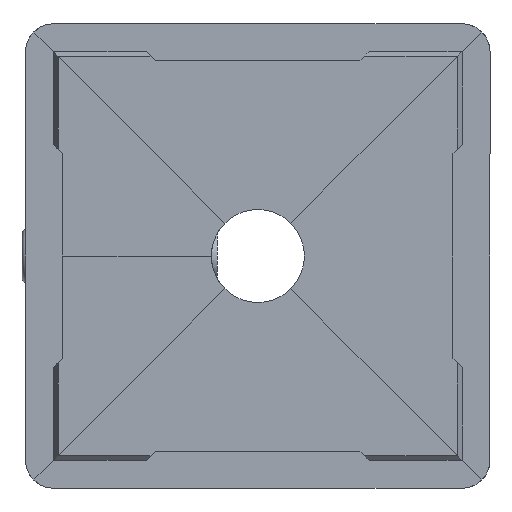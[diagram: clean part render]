
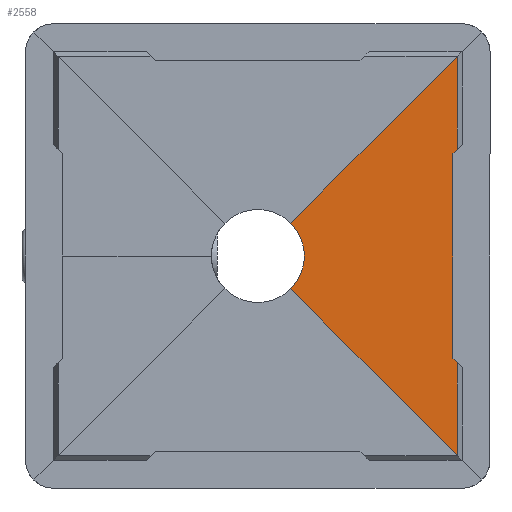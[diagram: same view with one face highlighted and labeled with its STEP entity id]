
A CAD part, front view. The second image highlights one B-rep face of the part: STEP entity #2558.
In plain terms, the highlighted planar face has unit normal (0, -1, 0).
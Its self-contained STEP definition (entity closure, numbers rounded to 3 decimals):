
#38 = AXIS2_PLACEMENT_3D ( 'NONE', #2546, #1807, #3267 ) ;
#245 = EDGE_CURVE ( 'NONE', #289, #1173, #4135, .T. ) ;
#289 = VERTEX_POINT ( 'NONE', #1739 ) ;
#437 = DIRECTION ( 'NONE',  ( -0.707, 0., -0.707 ) ) ;
#517 = CARTESIAN_POINT ( 'NONE',  ( 21.5, 0., -26.1 ) ) ;
#649 = VECTOR ( 'NONE', #2777, 1000. ) ;
#702 = ORIENTED_EDGE ( 'NONE', *, *, #1688, .T. ) ;
#727 = LINE ( 'NONE', #749, #2966 ) ;
#738 = CARTESIAN_POINT ( 'NONE',  ( 21., 0., -11. ) ) ;
#749 = CARTESIAN_POINT ( 'NONE',  ( -13.05, 0., -13.05 ) ) ;
#803 = ORIENTED_EDGE ( 'NONE', *, *, #1284, .F. ) ;
#822 = VECTOR ( 'NONE', #1127, 1000. ) ;
#878 = LINE ( 'NONE', #3884, #649 ) ;
#886 = CARTESIAN_POINT ( 'NONE',  ( 25., 0., 15. ) ) ;
#948 = PLANE ( 'NONE',  #38 ) ;
#1127 = DIRECTION ( 'NONE',  ( 0.707, 0., -0.707 ) ) ;
#1139 = CARTESIAN_POINT ( 'NONE',  ( 21., 0., 11. ) ) ;
#1163 = LINE ( 'NONE', #738, #3997 ) ;
#1173 = VERTEX_POINT ( 'NONE', #3571 ) ;
#1175 = LINE ( 'NONE', #2245, #822 ) ;
#1210 = ORIENTED_EDGE ( 'NONE', *, *, #245, .T. ) ;
#1284 = EDGE_CURVE ( 'NONE', #1966, #1173, #727, .T. ) ;
#1349 = EDGE_CURVE ( 'NONE', #1743, #4630, #1175, .T. ) ;
#1447 = DIRECTION ( 'NONE',  ( 0.707, 0., 0.707 ) ) ;
#1473 = ORIENTED_EDGE ( 'NONE', *, *, #3134, .F. ) ;
#1680 = VECTOR ( 'NONE', #2390, 1000. ) ;
#1688 = EDGE_CURVE ( 'NONE', #1966, #1743, #1981, .T. ) ;
#1700 = FACE_OUTER_BOUND ( 'NONE', #2396, .T. ) ;
#1713 = CARTESIAN_POINT ( 'NONE',  ( 3.536, 0., 3.536 ) ) ;
#1739 = CARTESIAN_POINT ( 'NONE',  ( 21.5, 0., 11.5 ) ) ;
#1743 = VERTEX_POINT ( 'NONE', #4445 ) ;
#1790 = VERTEX_POINT ( 'NONE', #3797 ) ;
#1807 = DIRECTION ( 'NONE',  ( 0., 1., 0. ) ) ;
#1823 = DIRECTION ( 'NONE',  ( 0.707, 0., -0.707 ) ) ;
#1850 = DIRECTION ( 'NONE',  ( 0., 0., -1. ) ) ;
#1966 = VERTEX_POINT ( 'NONE', #1713 ) ;
#1981 = CIRCLE ( 'NONE', #3050, 5. ) ;
#2197 = DIRECTION ( 'NONE',  ( -1., 0., 0. ) ) ;
#2200 = EDGE_CURVE ( 'NONE', #289, #1790, #2997, .T. ) ;
#2245 = CARTESIAN_POINT ( 'NONE',  ( -13.05, 0., 13.05 ) ) ;
#2390 = DIRECTION ( 'NONE',  ( 0., 0., 1. ) ) ;
#2396 = EDGE_LOOP ( 'NONE', ( #803, #702, #4599, #3310, #1473, #4320, #4428, #1210 ) ) ;
#2546 = CARTESIAN_POINT ( 'NONE',  ( 0., 0., -26.1 ) ) ;
#2548 = DIRECTION ( 'NONE',  ( 0., 1., 0. ) ) ;
#2558 = ADVANCED_FACE ( 'NONE', ( #1700 ), #948, .F. ) ;
#2777 = DIRECTION ( 'NONE',  ( 0., 0., 1. ) ) ;
#2966 = VECTOR ( 'NONE', #1447, 1000. ) ;
#2997 = LINE ( 'NONE', #886, #3796 ) ;
#3024 = EDGE_CURVE ( 'NONE', #1790, #4451, #4439, .T. ) ;
#3050 = AXIS2_PLACEMENT_3D ( 'NONE', #3628, #2548, #2197 ) ;
#3134 = EDGE_CURVE ( 'NONE', #4451, #3280, #1163, .T. ) ;
#3267 = DIRECTION ( 'NONE',  ( -1., 0., 0. ) ) ;
#3280 = VERTEX_POINT ( 'NONE', #3911 ) ;
#3308 = VECTOR ( 'NONE', #1850, 1000. ) ;
#3310 = ORIENTED_EDGE ( 'NONE', *, *, #3467, .T. ) ;
#3467 = EDGE_CURVE ( 'NONE', #4630, #3280, #878, .T. ) ;
#3571 = CARTESIAN_POINT ( 'NONE',  ( 21.5, 0., 21.5 ) ) ;
#3628 = CARTESIAN_POINT ( 'NONE',  ( 0., 0., 0. ) ) ;
#3712 = CARTESIAN_POINT ( 'NONE',  ( 21., 0., -11. ) ) ;
#3796 = VECTOR ( 'NONE', #437, 1000. ) ;
#3797 = CARTESIAN_POINT ( 'NONE',  ( 21., 0., 11. ) ) ;
#3884 = CARTESIAN_POINT ( 'NONE',  ( 21.5, 0., -26.1 ) ) ;
#3911 = CARTESIAN_POINT ( 'NONE',  ( 21.5, 0., -11.5 ) ) ;
#3997 = VECTOR ( 'NONE', #1823, 1000. ) ;
#4135 = LINE ( 'NONE', #517, #1680 ) ;
#4173 = CARTESIAN_POINT ( 'NONE',  ( 21.5, 0., -21.5 ) ) ;
#4320 = ORIENTED_EDGE ( 'NONE', *, *, #3024, .F. ) ;
#4428 = ORIENTED_EDGE ( 'NONE', *, *, #2200, .F. ) ;
#4439 = LINE ( 'NONE', #1139, #3308 ) ;
#4445 = CARTESIAN_POINT ( 'NONE',  ( 3.536, 0., -3.536 ) ) ;
#4451 = VERTEX_POINT ( 'NONE', #3712 ) ;
#4599 = ORIENTED_EDGE ( 'NONE', *, *, #1349, .T. ) ;
#4630 = VERTEX_POINT ( 'NONE', #4173 ) ;
